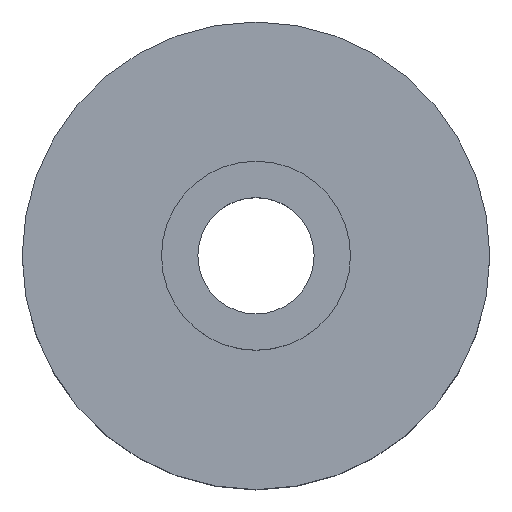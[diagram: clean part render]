
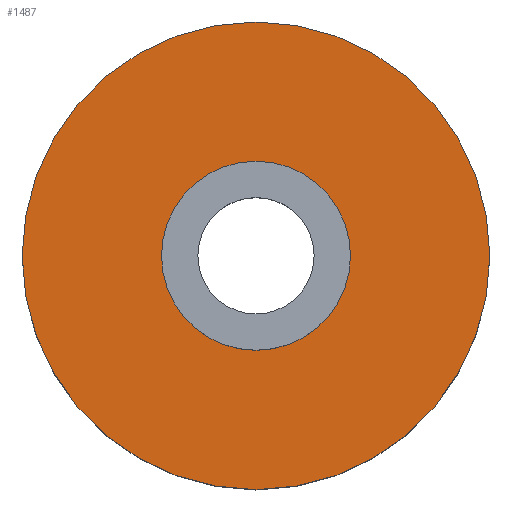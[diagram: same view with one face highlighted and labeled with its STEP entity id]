
A CAD part, top view. The second image highlights one B-rep face of the part: STEP entity #1487.
In plain terms, the highlighted planar face has unit normal (0, 0, 1).
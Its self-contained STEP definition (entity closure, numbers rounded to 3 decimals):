
#32 = PLANE ( 'NONE',  #101 ) ;
#53 = DIRECTION ( 'NONE',  ( 0., 0., 1. ) ) ;
#101 = AXIS2_PLACEMENT_3D ( 'NONE', #141, #838, #115 ) ;
#115 = DIRECTION ( 'NONE',  ( 1., 0., 0. ) ) ;
#141 = CARTESIAN_POINT ( 'NONE',  ( 0., 0., 6. ) ) ;
#144 = CIRCLE ( 'NONE', #305, 2.485 ) ;
#198 = DIRECTION ( 'NONE',  ( 1., 0., 0. ) ) ;
#252 = FACE_OUTER_BOUND ( 'NONE', #412, .T. ) ;
#269 = VERTEX_POINT ( 'NONE', #756 ) ;
#273 = ORIENTED_EDGE ( 'NONE', *, *, #1440, .F. ) ;
#305 = AXIS2_PLACEMENT_3D ( 'NONE', #1122, #883, #997 ) ;
#310 = EDGE_LOOP ( 'NONE', ( #273, #870 ) ) ;
#412 = EDGE_LOOP ( 'NONE', ( #667, #1232 ) ) ;
#427 = CARTESIAN_POINT ( 'NONE',  ( 2.485, 0., 6. ) ) ;
#447 = EDGE_CURVE ( 'NONE', #938, #1397, #144, .T. ) ;
#525 = DIRECTION ( 'NONE',  ( 1., 0., 0. ) ) ;
#535 = CARTESIAN_POINT ( 'NONE',  ( -6.15, 0., 6. ) ) ;
#667 = ORIENTED_EDGE ( 'NONE', *, *, #805, .T. ) ;
#687 = AXIS2_PLACEMENT_3D ( 'NONE', #1127, #53, #889 ) ;
#756 = CARTESIAN_POINT ( 'NONE',  ( 6.15, 0., 6. ) ) ;
#771 = EDGE_CURVE ( 'NONE', #269, #809, #1031, .T. ) ;
#786 = CARTESIAN_POINT ( 'NONE',  ( 0., 0., 6. ) ) ;
#805 = EDGE_CURVE ( 'NONE', #809, #269, #1289, .T. ) ;
#809 = VERTEX_POINT ( 'NONE', #535 ) ;
#838 = DIRECTION ( 'NONE',  ( 0., 0., 1. ) ) ;
#870 = ORIENTED_EDGE ( 'NONE', *, *, #447, .F. ) ;
#883 = DIRECTION ( 'NONE',  ( 0., 0., 1. ) ) ;
#889 = DIRECTION ( 'NONE',  ( 1., 0., 0. ) ) ;
#915 = AXIS2_PLACEMENT_3D ( 'NONE', #1490, #1484, #525 ) ;
#938 = VERTEX_POINT ( 'NONE', #427 ) ;
#989 = CARTESIAN_POINT ( 'NONE',  ( -2.485, 0., 6. ) ) ;
#997 = DIRECTION ( 'NONE',  ( 1., 0., 0. ) ) ;
#1031 = CIRCLE ( 'NONE', #1179, 6.15 ) ;
#1097 = DIRECTION ( 'NONE',  ( 0., 0., 1. ) ) ;
#1122 = CARTESIAN_POINT ( 'NONE',  ( 0., 0., 6. ) ) ;
#1127 = CARTESIAN_POINT ( 'NONE',  ( 0., 0., 6. ) ) ;
#1131 = CIRCLE ( 'NONE', #687, 2.485 ) ;
#1179 = AXIS2_PLACEMENT_3D ( 'NONE', #786, #1097, #198 ) ;
#1182 = FACE_BOUND ( 'NONE', #310, .T. ) ;
#1232 = ORIENTED_EDGE ( 'NONE', *, *, #771, .T. ) ;
#1289 = CIRCLE ( 'NONE', #915, 6.15 ) ;
#1397 = VERTEX_POINT ( 'NONE', #989 ) ;
#1440 = EDGE_CURVE ( 'NONE', #1397, #938, #1131, .T. ) ;
#1484 = DIRECTION ( 'NONE',  ( 0., 0., 1. ) ) ;
#1487 = ADVANCED_FACE ( 'NONE', ( #1182, #252 ), #32, .T. ) ;
#1490 = CARTESIAN_POINT ( 'NONE',  ( 0., 0., 6. ) ) ;
